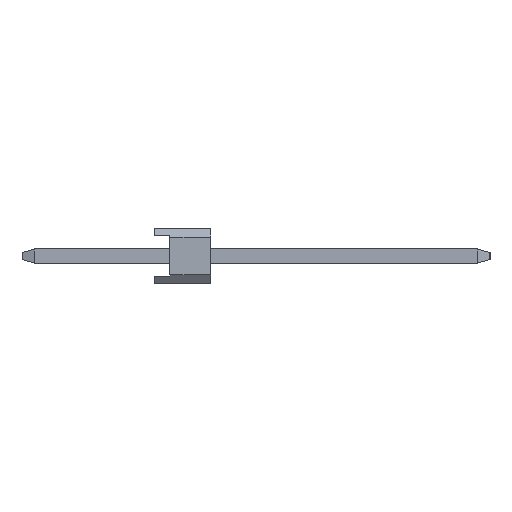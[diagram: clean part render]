
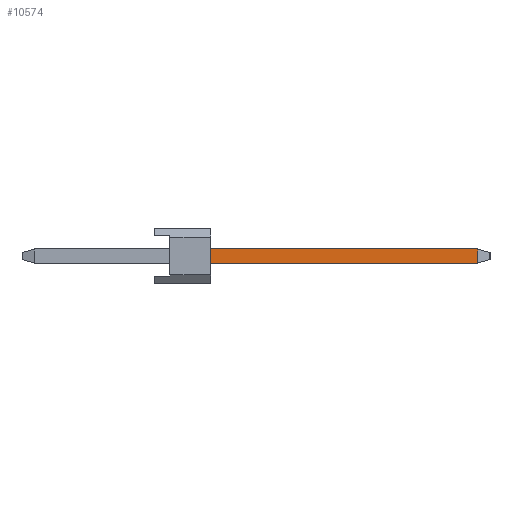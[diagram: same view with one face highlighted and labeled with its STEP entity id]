
A CAD part, left-side view. The second image highlights one B-rep face of the part: STEP entity #10574.
In plain terms, the highlighted planar face has unit normal (-1, 0, 0).
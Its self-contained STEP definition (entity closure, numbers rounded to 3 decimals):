
#5458=VERTEX_POINT('',#15068);
#6344=EDGE_CURVE('',#5458,#10772,#16040,.T.);
#7980=EDGE_CURVE('',#10772,#8418,#17830,.T.);
#8418=VERTEX_POINT('',#18311);
#10574=ADVANCED_FACE('',(#20690),#20691,.T.);
#10640=EDGE_CURVE('',#13624,#5458,#20763,.T.);
#10772=VERTEX_POINT('',#20906);
#13624=VERTEX_POINT('',#24093);
#14072=EDGE_CURVE('',#8418,#13624,#24581,.T.);
#15068=CARTESIAN_POINT('',(-38.42,-14.594,0.32));
#16040=LINE('',#27340,#27341);
#17830=LINE('',#29962,#29963);
#18311=CARTESIAN_POINT('',(-38.42,-2.54,-0.32));
#20690=FACE_OUTER_BOUND('',#34121,.T.);
#20691=PLANE('',#34122);
#20763=LINE('',#34229,#34230);
#20906=CARTESIAN_POINT('',(-38.42,-14.594,-0.32));
#24093=CARTESIAN_POINT('',(-38.42,-2.54,0.32));
#24581=LINE('',#39679,#39680);
#27340=CARTESIAN_POINT('',(-38.42,-14.594,0.5));
#27341=VECTOR('',#41710,1.0);
#29962=CARTESIAN_POINT('',(-38.42,5.414,-0.32));
#29963=VECTOR('',#43390,1.0);
#34121=EDGE_LOOP('',(#46243,#46244,#46245,#46246));
#34122=AXIS2_PLACEMENT_3D('',#46247,#46248,#46249);
#34229=CARTESIAN_POINT('',(-38.42,-4.59,0.32));
#34230=VECTOR('',#46317,1.0);
#39679=CARTESIAN_POINT('',(-38.42,-2.54,0.252));
#39680=VECTOR('',#50553,1.0);
#41710=DIRECTION('',(0.0,0.,-1.0));
#43390=DIRECTION('',(0.,1.0,0.));
#46243=ORIENTED_EDGE('',*,*,#14072,.F.);
#46244=ORIENTED_EDGE('',*,*,#7980,.F.);
#46245=ORIENTED_EDGE('',*,*,#6344,.F.);
#46246=ORIENTED_EDGE('',*,*,#10640,.F.);
#46247=CARTESIAN_POINT('',(-38.42,5.414,0.5));
#46248=DIRECTION('',(-1.0,0.,0.));
#46249=DIRECTION('',(0.,1.0,0.));
#46317=DIRECTION('',(0.,-1.0,0.));
#50553=DIRECTION('',(0.,0.,1.0));
